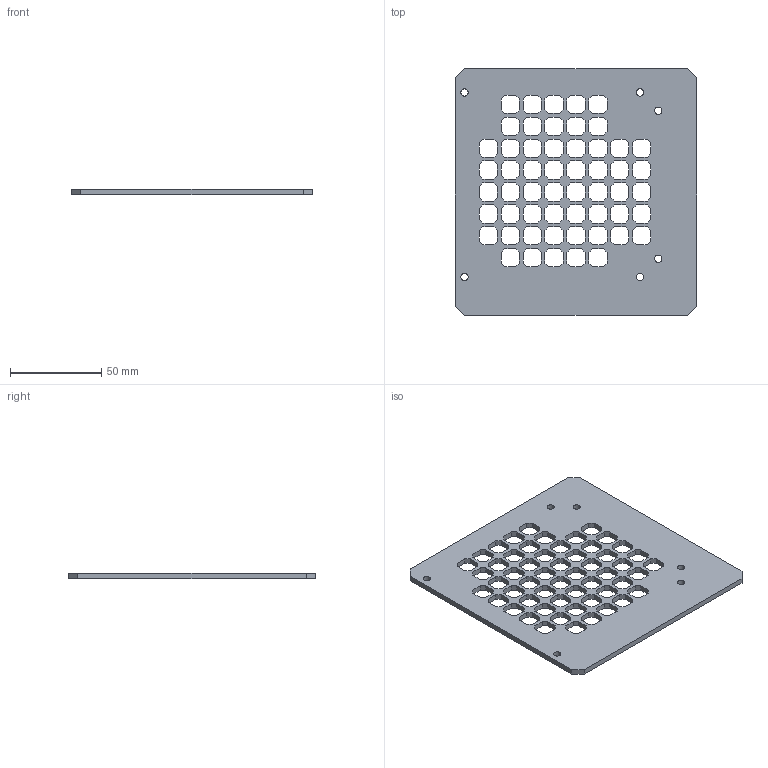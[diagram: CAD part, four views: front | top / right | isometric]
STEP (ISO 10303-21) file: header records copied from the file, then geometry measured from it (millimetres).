
FILE_DESCRIPTION(('STEP AP242'), '1');
FILE_NAME('itemBottomHalf1Plank1', '', ('UNSPECIFIED'), ('UNSPECIFIED'), 'C3D Converter', 'C3D Toolkit', '');
FILE_SCHEMA(('AP242_MANAGED_MODEL_BASED_3D_ENGINEERING_MIM_LF { 1 0 10303 442 1 1 4 }'));
Length unit declared in the file: millimetre
Bounding box: 132 x 135 x 3 mm (x, y, z)
Volume: 37903.8 mm3; surface area: 32889 mm2
Topology: 1 solids, 1 shells, 456 faces, 1362 edges, 908 vertices
Faces by surface type: plane 450, cylinder 6
Full cylindrical faces by diameter (mm): 4 x6
Entity records: 15267 total; most frequent: CARTESIAN_POINT 2721, ORIENTED_EDGE 2712, DIRECTION 2282, EDGE_CURVE 1356, LINE 1344, VECTOR 1344, VERTEX_POINT 908, EDGE_LOOP 584
